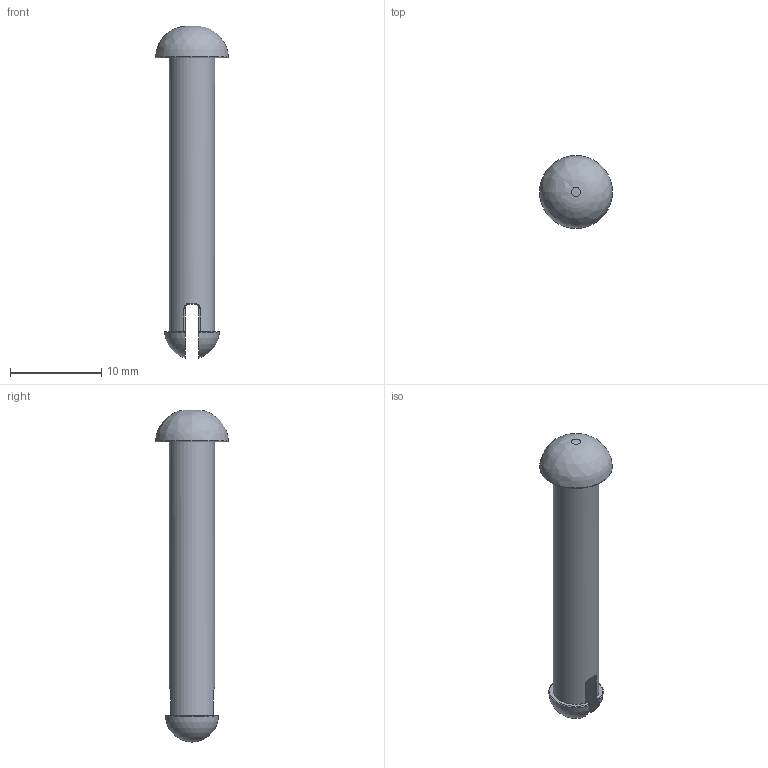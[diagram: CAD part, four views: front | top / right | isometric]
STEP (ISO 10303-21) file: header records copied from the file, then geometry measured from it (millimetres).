
FILE_DESCRIPTION(/* description */ (''),/* implementation_level */ '2;1');
FILE_NAME(/* name */ 'N4049_pìno_tampa_superior.stp',/* time_stamp */ '2021-03-23T15:18:20-03:00',/* author */ ('nilton'),/* organization */ (''),/* preprocessor_version */ 'ST-DEVELOPER v16.13',/* originating_system */ 'Autodesk Inventor 2018',/* authorisation */ '');
FILE_SCHEMA (('AUTOMOTIVE_DESIGN { 1 0 10303 214 3 1 1 }'));
Length unit declared in the file: millimetre
Products named in the file (1): N4049_pìno_tampa_superior
Bounding box: 8 x 8 x 36.4 mm (x, y, z)
Volume: 726 mm3; surface area: 695 mm2
Topology: 1 solids, 1 shells, 26 faces, 62 edges, 39 vertices
Faces by surface type: plane 7, cylinder 7, torus 5, bspline 5, sphere 2
Full cylindrical faces by diameter (mm): 5 x1
Entity records: 957 total; most frequent: CARTESIAN_POINT 332, DIRECTION 128, ORIENTED_EDGE 118, EDGE_CURVE 59, AXIS2_PLACEMENT_3D 56, VERTEX_POINT 38, CIRCLE 30, EDGE_LOOP 29
